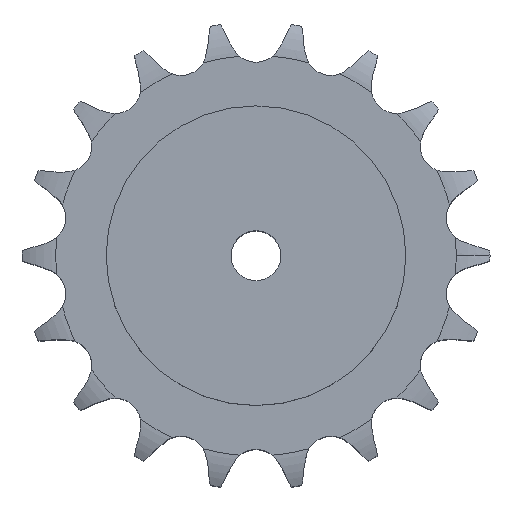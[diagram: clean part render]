
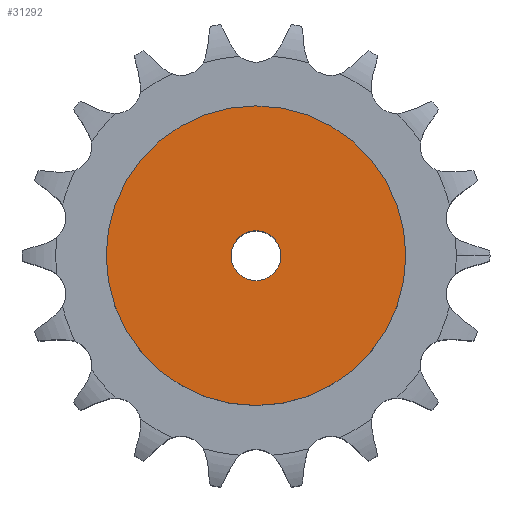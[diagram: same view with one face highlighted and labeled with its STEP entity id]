
A CAD part, top view. The second image highlights one B-rep face of the part: STEP entity #31292.
In plain terms, the highlighted planar face has unit normal (0, 0, 1).
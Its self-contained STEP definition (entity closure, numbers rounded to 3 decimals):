
#16920 = CYLINDRICAL_SURFACE('',#16921,12.5);
#16921 = AXIS2_PLACEMENT_3D('',#16922,#16923,#16924);
#16922 = CARTESIAN_POINT('',(0.,0.,394.204));
#16923 = DIRECTION('',(0.,0.,1.));
#16924 = DIRECTION('',(1.,0.,0.));
#21512 = EDGE_CURVE('',#21513,#21513,#21515,.T.);
#21513 = VERTEX_POINT('',#21514);
#21514 = CARTESIAN_POINT('',(12.5,0.,150.));
#21515 = SURFACE_CURVE('',#21516,(#21521,#21528),.PCURVE_S1.);
#21516 = CIRCLE('',#21517,12.5);
#21517 = AXIS2_PLACEMENT_3D('',#21518,#21519,#21520);
#21518 = CARTESIAN_POINT('',(0.,0.,150.));
#21519 = DIRECTION('',(0.,0.,1.));
#21520 = DIRECTION('',(1.,0.,0.));
#21521 = PCURVE('',#16920,#21522);
#21522 = DEFINITIONAL_REPRESENTATION('',(#21523),#21527);
#21523 = LINE('',#21524,#21525);
#21524 = CARTESIAN_POINT('',(0.,-244.204));
#21525 = VECTOR('',#21526,1.);
#21526 = DIRECTION('',(1.,0.));
#21527 = ( GEOMETRIC_REPRESENTATION_CONTEXT(2) 
PARAMETRIC_REPRESENTATION_CONTEXT() REPRESENTATION_CONTEXT('2D SPACE',''
  ) );
#21528 = PCURVE('',#21529,#21534);
#21529 = PLANE('',#21530);
#21530 = AXIS2_PLACEMENT_3D('',#21531,#21532,#21533);
#21531 = CARTESIAN_POINT('',(0.,0.,150.
    ));
#21532 = DIRECTION('',(0.,0.,1.));
#21533 = DIRECTION('',(1.,0.,0.));
#21534 = DEFINITIONAL_REPRESENTATION('',(#21535),#21539);
#21535 = CIRCLE('',#21536,12.5);
#21536 = AXIS2_PLACEMENT_2D('',#21537,#21538);
#21537 = CARTESIAN_POINT('',(0.,0.));
#21538 = DIRECTION('',(1.,0.));
#21539 = ( GEOMETRIC_REPRESENTATION_CONTEXT(2) 
PARAMETRIC_REPRESENTATION_CONTEXT() REPRESENTATION_CONTEXT('2D SPACE',''
  ) );
#31292 = ADVANCED_FACE('',(#31293,#31324),#21529,.T.);
#31293 = FACE_BOUND('',#31294,.T.);
#31294 = EDGE_LOOP('',(#31295));
#31295 = ORIENTED_EDGE('',*,*,#31296,.T.);
#31296 = EDGE_CURVE('',#31297,#31297,#31299,.T.);
#31297 = VERTEX_POINT('',#31298);
#31298 = CARTESIAN_POINT('',(75.,0.,150.));
#31299 = SURFACE_CURVE('',#31300,(#31305,#31312),.PCURVE_S1.);
#31300 = CIRCLE('',#31301,75.);
#31301 = AXIS2_PLACEMENT_3D('',#31302,#31303,#31304);
#31302 = CARTESIAN_POINT('',(0.,0.,150.));
#31303 = DIRECTION('',(0.,0.,1.));
#31304 = DIRECTION('',(1.,0.,0.));
#31305 = PCURVE('',#21529,#31306);
#31306 = DEFINITIONAL_REPRESENTATION('',(#31307),#31311);
#31307 = CIRCLE('',#31308,75.);
#31308 = AXIS2_PLACEMENT_2D('',#31309,#31310);
#31309 = CARTESIAN_POINT('',(0.,0.));
#31310 = DIRECTION('',(1.,0.));
#31311 = ( GEOMETRIC_REPRESENTATION_CONTEXT(2) 
PARAMETRIC_REPRESENTATION_CONTEXT() REPRESENTATION_CONTEXT('2D SPACE',''
  ) );
#31312 = PCURVE('',#31313,#31318);
#31313 = CYLINDRICAL_SURFACE('',#31314,75.);
#31314 = AXIS2_PLACEMENT_3D('',#31315,#31316,#31317);
#31315 = CARTESIAN_POINT('',(0.,0.,0.));
#31316 = DIRECTION('',(-0.,-0.,-1.));
#31317 = DIRECTION('',(1.,0.,0.));
#31318 = DEFINITIONAL_REPRESENTATION('',(#31319),#31323);
#31319 = LINE('',#31320,#31321);
#31320 = CARTESIAN_POINT('',(-0.,-150.));
#31321 = VECTOR('',#31322,1.);
#31322 = DIRECTION('',(-1.,0.));
#31323 = ( GEOMETRIC_REPRESENTATION_CONTEXT(2) 
PARAMETRIC_REPRESENTATION_CONTEXT() REPRESENTATION_CONTEXT('2D SPACE',''
  ) );
#31324 = FACE_BOUND('',#31325,.T.);
#31325 = EDGE_LOOP('',(#31326));
#31326 = ORIENTED_EDGE('',*,*,#21512,.F.);
